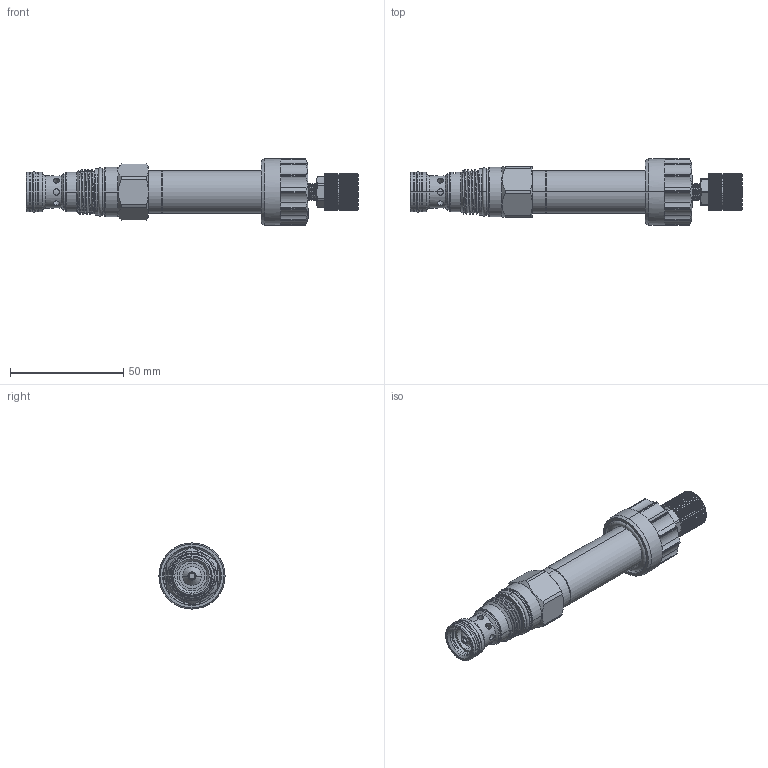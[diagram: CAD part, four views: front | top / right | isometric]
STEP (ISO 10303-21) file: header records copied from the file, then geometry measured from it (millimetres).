
FILE_DESCRIPTION (( 'STEP AP203' ), '1' );
FILE_NAME ('PFC13A2D-M.STEP', '2016-07-26T07:15:59', ( '' ), ( '' ), 'SwSTEP 2.0', 'SolidWorks 2012', '' );
FILE_SCHEMA (( 'CONFIG_CONTROL_DESIGN' ));
Length unit declared in the file: millimetre
Products named in the file (1): PFC13A2D-M
Bounding box: 146.83 x 29.2 x 29.2 mm (x, y, z)
Volume: 43717.3 mm3; surface area: 20913.5 mm2
Topology: 10 solids, 10 shells, 723 faces, 1906 edges, 1237 vertices
Faces by surface type: cylinder 328, plane 262, cone 87, bspline 24, torus 22
Entity records: 35384 total; most frequent: CARTESIAN_POINT 18483, ORIENTED_EDGE 3808, DIRECTION 3203, EDGE_CURVE 1904, VERTEX_POINT 1237, AXIS2_PLACEMENT_3D 1232, EDGE_LOOP 773, VECTOR 739
